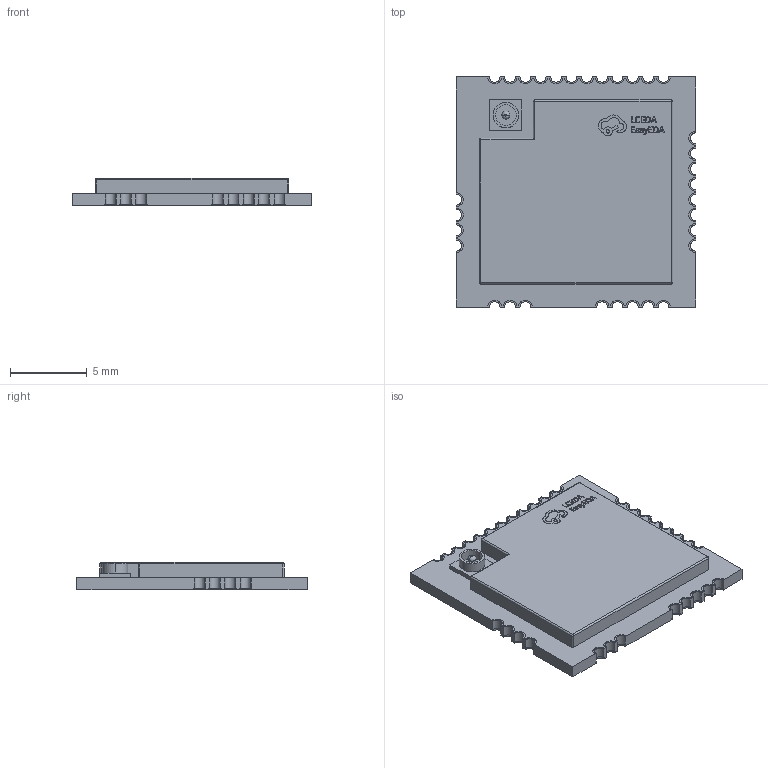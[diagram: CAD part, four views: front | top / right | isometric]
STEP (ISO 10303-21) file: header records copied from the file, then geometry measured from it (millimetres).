
FILE_DESCRIPTION (( 'STEP AP214' ), '1' );
FILE_NAME ('LCC-40_L15.6-W15.0-P1.00_RAK3172.STEP', '2022-08-07T13:09:03', ( '微软用户' ), ( '微软中国' ), 'SwSTEP 2.0', 'SolidWorks 2020', '' );
FILE_SCHEMA (( 'AUTOMOTIVE_DESIGN' ));
Length unit declared in the file: millimetre
Products named in the file (1): LCC-40_L15.6-W15.0-P1.00_RAK3172
Bounding box: 15.6 x 15 x 1.81 mm (x, y, z)
Volume: 326.4 mm3; surface area: 628.4 mm2
Topology: 33 solids, 33 shells, 801 faces, 2120 edges, 1404 vertices
Faces by surface type: plane 563, cylinder 133, bspline 98, sphere 5, torus 2
Entity records: 29752 total; most frequent: CARTESIAN_POINT 5630, ORIENTED_EDGE 4230, DIRECTION 3590, EDGE_CURVE 2115, LINE 1646, VECTOR 1646, VERTEX_POINT 1404, AXIS2_PLACEMENT_3D 972
